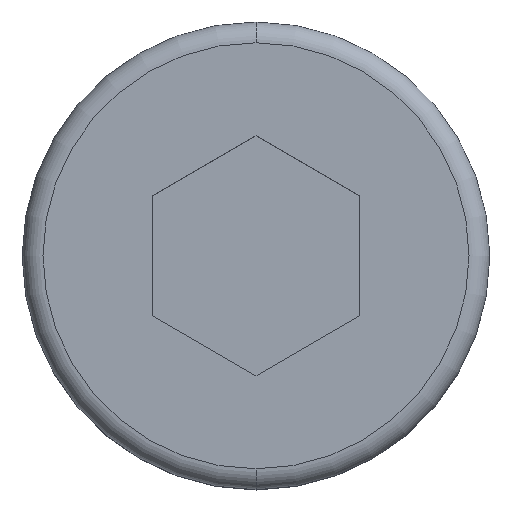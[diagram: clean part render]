
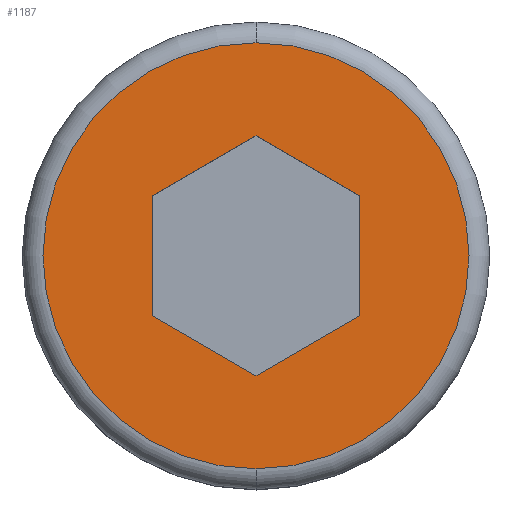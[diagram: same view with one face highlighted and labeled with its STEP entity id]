
A CAD part, top view. The second image highlights one B-rep face of the part: STEP entity #1187.
In plain terms, the highlighted planar face has unit normal (0, 0, 1).
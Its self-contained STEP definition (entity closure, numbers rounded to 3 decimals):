
#22 = LINE ( 'NONE', #66, #1585 ) ;
#29 = VERTEX_POINT ( 'NONE', #491 ) ;
#47 = CIRCLE ( 'NONE', #554, 2.05 ) ;
#66 = CARTESIAN_POINT ( 'NONE',  ( 1., -0.577, 2.5 ) ) ;
#88 = DIRECTION ( 'NONE',  ( 0., 0., 1. ) ) ;
#98 = ORIENTED_EDGE ( 'NONE', *, *, #1376, .T. ) ;
#126 = CARTESIAN_POINT ( 'NONE',  ( 0., 0., 2.5 ) ) ;
#132 = DIRECTION ( 'NONE',  ( 0., 1., 0. ) ) ;
#153 = CARTESIAN_POINT ( 'NONE',  ( 0., 0., 2.5 ) ) ;
#169 = CARTESIAN_POINT ( 'NONE',  ( 0., -1.155, 2.5 ) ) ;
#203 = VERTEX_POINT ( 'NONE', #1815 ) ;
#243 = CARTESIAN_POINT ( 'NONE',  ( 1., 0.577, 2.5 ) ) ;
#253 = VECTOR ( 'NONE', #466, 1000. ) ;
#316 = LINE ( 'NONE', #321, #609 ) ;
#321 = CARTESIAN_POINT ( 'NONE',  ( -1., -0.577, 2.5 ) ) ;
#343 = CARTESIAN_POINT ( 'NONE',  ( 1., -0.577, 2.5 ) ) ;
#369 = CARTESIAN_POINT ( 'NONE',  ( -1., -0.577, 2.5 ) ) ;
#456 = VERTEX_POINT ( 'NONE', #343 ) ;
#466 = DIRECTION ( 'NONE',  ( -0.866, -0.5, 0. ) ) ;
#469 = CARTESIAN_POINT ( 'NONE',  ( 0., 1.155, 2.5 ) ) ;
#477 = EDGE_CURVE ( 'NONE', #29, #1740, #1103, .T. ) ;
#491 = CARTESIAN_POINT ( 'NONE',  ( -1., 0.577, 2.5 ) ) ;
#496 = CARTESIAN_POINT ( 'NONE',  ( 0., 2.05, 2.5 ) ) ;
#539 = EDGE_CURVE ( 'NONE', #1090, #29, #1241, .T. ) ;
#554 = AXIS2_PLACEMENT_3D ( 'NONE', #126, #88, #1459 ) ;
#565 = CARTESIAN_POINT ( 'NONE',  ( 0., 1.155, 2.5 ) ) ;
#588 = EDGE_CURVE ( 'NONE', #1104, #456, #801, .T. ) ;
#609 = VECTOR ( 'NONE', #1441, 1000. ) ;
#689 = ORIENTED_EDGE ( 'NONE', *, *, #539, .F. ) ;
#776 = DIRECTION ( 'NONE',  ( 0., 0., -1. ) ) ;
#801 = LINE ( 'NONE', #169, #841 ) ;
#818 = DIRECTION ( 'NONE',  ( 0., 0., 1. ) ) ;
#841 = VECTOR ( 'NONE', #1218, 1000. ) ;
#852 = CARTESIAN_POINT ( 'NONE',  ( -1., 0.577, 2.5 ) ) ;
#855 = EDGE_CURVE ( 'NONE', #203, #1158, #47, .T. ) ;
#895 = CARTESIAN_POINT ( 'NONE',  ( 0., -1.155, 2.5 ) ) ;
#906 = FACE_OUTER_BOUND ( 'NONE', #1273, .T. ) ;
#922 = DIRECTION ( 'NONE',  ( 0., 1., 0. ) ) ;
#927 = ORIENTED_EDGE ( 'NONE', *, *, #588, .F. ) ;
#963 = CARTESIAN_POINT ( 'NONE',  ( 1., 0.577, 2.5 ) ) ;
#970 = ORIENTED_EDGE ( 'NONE', *, *, #1242, .F. ) ;
#1087 = CIRCLE ( 'NONE', #1816, 2.05 ) ;
#1090 = VERTEX_POINT ( 'NONE', #565 ) ;
#1103 = LINE ( 'NONE', #852, #1780 ) ;
#1104 = VERTEX_POINT ( 'NONE', #895 ) ;
#1114 = VERTEX_POINT ( 'NONE', #963 ) ;
#1158 = VERTEX_POINT ( 'NONE', #496 ) ;
#1185 = FACE_BOUND ( 'NONE', #1781, .T. ) ;
#1187 = ADVANCED_FACE ( 'NONE', ( #906, #1185 ), #1277, .F. ) ;
#1208 = DIRECTION ( 'NONE',  ( 0., 1., 0. ) ) ;
#1218 = DIRECTION ( 'NONE',  ( 0.866, 0.5, 0. ) ) ;
#1241 = LINE ( 'NONE', #469, #253 ) ;
#1242 = EDGE_CURVE ( 'NONE', #456, #1114, #22, .T. ) ;
#1273 = EDGE_LOOP ( 'NONE', ( #98, #1513 ) ) ;
#1277 = PLANE ( 'NONE',  #1753 ) ;
#1363 = ORIENTED_EDGE ( 'NONE', *, *, #477, .F. ) ;
#1376 = EDGE_CURVE ( 'NONE', #1158, #203, #1087, .T. ) ;
#1441 = DIRECTION ( 'NONE',  ( 0.866, -0.5, 0. ) ) ;
#1459 = DIRECTION ( 'NONE',  ( 0., 1., 0. ) ) ;
#1481 = CARTESIAN_POINT ( 'NONE',  ( 0., 0., 2.5 ) ) ;
#1501 = DIRECTION ( 'NONE',  ( -0.866, 0.5, 0. ) ) ;
#1513 = ORIENTED_EDGE ( 'NONE', *, *, #855, .T. ) ;
#1554 = ORIENTED_EDGE ( 'NONE', *, *, #1764, .F. ) ;
#1585 = VECTOR ( 'NONE', #132, 1000. ) ;
#1591 = ORIENTED_EDGE ( 'NONE', *, *, #1603, .F. ) ;
#1603 = EDGE_CURVE ( 'NONE', #1114, #1090, #1658, .T. ) ;
#1658 = LINE ( 'NONE', #243, #1685 ) ;
#1685 = VECTOR ( 'NONE', #1501, 1000. ) ;
#1740 = VERTEX_POINT ( 'NONE', #369 ) ;
#1753 = AXIS2_PLACEMENT_3D ( 'NONE', #1481, #776, #1208 ) ;
#1764 = EDGE_CURVE ( 'NONE', #1740, #1104, #316, .T. ) ;
#1775 = DIRECTION ( 'NONE',  ( 0., -1., 0. ) ) ;
#1780 = VECTOR ( 'NONE', #1775, 1000. ) ;
#1781 = EDGE_LOOP ( 'NONE', ( #689, #1591, #970, #927, #1554, #1363 ) ) ;
#1815 = CARTESIAN_POINT ( 'NONE',  ( 0., -2.05, 2.5 ) ) ;
#1816 = AXIS2_PLACEMENT_3D ( 'NONE', #153, #818, #922 ) ;
